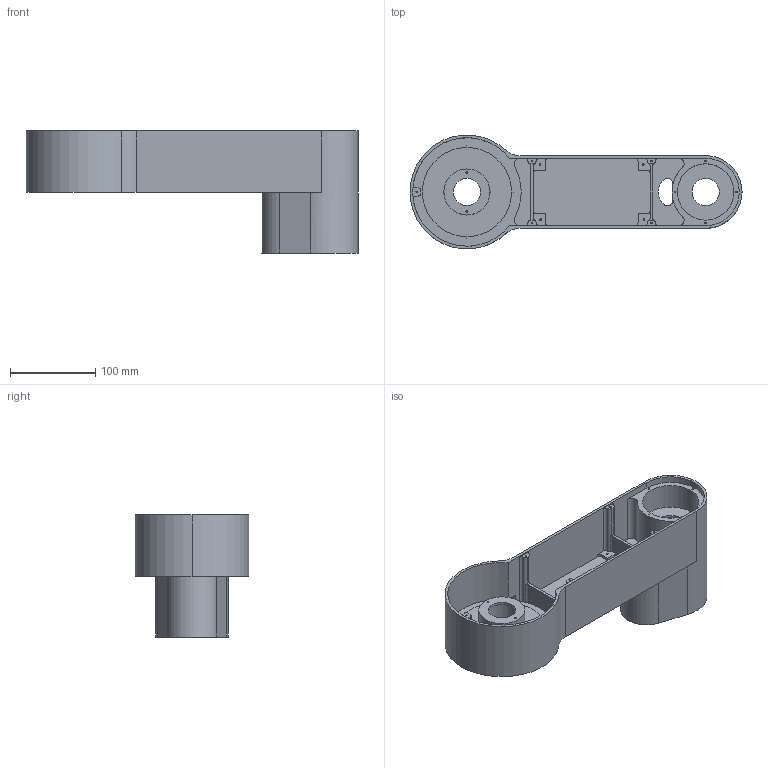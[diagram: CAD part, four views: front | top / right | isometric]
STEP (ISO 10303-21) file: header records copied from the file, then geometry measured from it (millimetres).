
FILE_DESCRIPTION (( 'STEP AP203' ), '1' );
FILE_NAME ('Wall Link Frame.STEP', '2014-12-18T20:04:47', ( '' ), ( '' ), 'SwSTEP 2.0', 'SolidWorks 2014', '' );
FILE_SCHEMA (( 'CONFIG_CONTROL_DESIGN' ));
Length unit declared in the file: inch
Products named in the file (1): Wall Link Frame
Bounding box: 388.62 x 132.92 x 142.88 mm (x, y, z)
Volume: 715528.9 mm3; surface area: 264712.5 mm2
Topology: 1 solids, 1 shells, 268 faces, 708 edges, 437 vertices
Faces by surface type: cylinder 160, plane 66, cone 42
Entity records: 8191 total; most frequent: DIRECTION 1542, CARTESIAN_POINT 1372, ORIENTED_EDGE 1332, EDGE_CURVE 666, AXIS2_PLACEMENT_3D 607, VERTEX_POINT 437, CIRCLE 338, LINE 328
